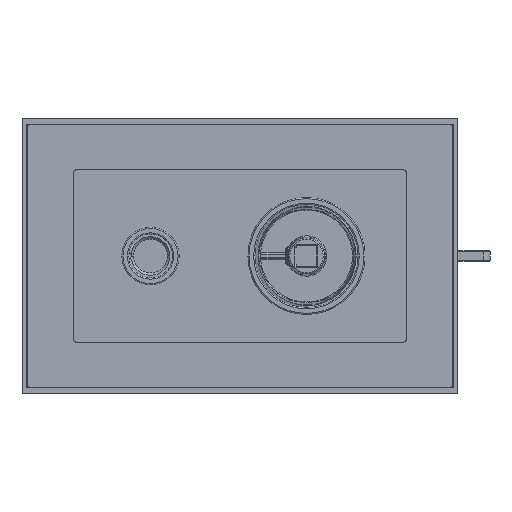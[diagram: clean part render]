
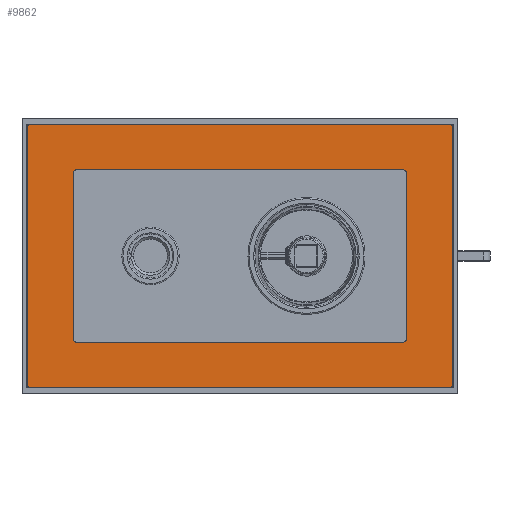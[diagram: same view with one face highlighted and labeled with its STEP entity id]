
A CAD part, left-side view. The second image highlights one B-rep face of the part: STEP entity #9862.
In plain terms, the highlighted face is planar.
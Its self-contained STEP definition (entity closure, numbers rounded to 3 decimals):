
#9369=CARTESIAN_POINT('',(-36.5,6.,-71.5));
#9370=DIRECTION('',(0.,-1.,0.));
#9371=DIRECTION('',(-1.,0.,0.));
#9372=AXIS2_PLACEMENT_3D('',#9369,#9370,#9371);
#9399=CARTESIAN_POINT('',(-36.5,6.,71.5));
#9400=DIRECTION('',(0.,-1.,0.));
#9401=DIRECTION('',(0.,0.,1.));
#9402=AXIS2_PLACEMENT_3D('',#9399,#9400,#9401);
#9429=CARTESIAN_POINT('',(36.5,6.,71.5));
#9430=DIRECTION('',(0.,-1.,0.));
#9431=DIRECTION('',(1.,0.,0.));
#9432=AXIS2_PLACEMENT_3D('',#9429,#9430,#9431);
#9459=CARTESIAN_POINT('',(36.5,6.,-71.5));
#9460=DIRECTION('',(0.,-1.,0.));
#9461=DIRECTION('',(0.,0.,-1.));
#9462=AXIS2_PLACEMENT_3D('',#9459,#9460,#9461);
#9467=DIRECTION('',(0.,0.,1.));
#9468=VECTOR('',#9467,143.);
#9469=CARTESIAN_POINT('',(37.5,6.,-71.5));
#9470=LINE('',#9469,#9468);
#9474=DIRECTION('',(1.,0.,0.));
#9475=VECTOR('',#9474,73.);
#9476=CARTESIAN_POINT('',(-36.5,6.,-72.5));
#9477=LINE('',#9476,#9475);
#9481=DIRECTION('',(0.,0.,-1.));
#9482=VECTOR('',#9481,143.);
#9483=CARTESIAN_POINT('',(-37.5,6.,71.5));
#9484=LINE('',#9483,#9482);
#9488=DIRECTION('',(-1.,0.,0.));
#9489=VECTOR('',#9488,73.);
#9490=CARTESIAN_POINT('',(36.5,6.,72.5));
#9491=LINE('',#9490,#9489);
#9495=CARTESIAN_POINT('',(56.5,6.,-91.5));
#9496=DIRECTION('',(0.,1.,0.));
#9497=DIRECTION('',(1.,0.,0.));
#9498=AXIS2_PLACEMENT_3D('',#9495,#9496,#9497);
#9503=DIRECTION('',(0.,0.,-1.));
#9504=VECTOR('',#9503,183.);
#9505=CARTESIAN_POINT('',(57.5,6.,91.5));
#9506=LINE('',#9505,#9504);
#9510=CARTESIAN_POINT('',(56.5,6.,91.5));
#9511=DIRECTION('',(0.,1.,0.));
#9512=DIRECTION('',(0.,0.,1.));
#9513=AXIS2_PLACEMENT_3D('',#9510,#9511,#9512);
#9518=DIRECTION('',(1.,0.,0.));
#9519=VECTOR('',#9518,113.);
#9520=CARTESIAN_POINT('',(-56.5,6.,92.5));
#9521=LINE('',#9520,#9519);
#9525=CARTESIAN_POINT('',(-56.5,6.,91.5));
#9526=DIRECTION('',(0.,1.,0.));
#9527=DIRECTION('',(-1.,0.,0.));
#9528=AXIS2_PLACEMENT_3D('',#9525,#9526,#9527);
#9533=DIRECTION('',(0.,0.,1.));
#9534=VECTOR('',#9533,183.);
#9535=CARTESIAN_POINT('',(-57.5,6.,-91.5));
#9536=LINE('',#9535,#9534);
#9540=CARTESIAN_POINT('',(-56.5,6.,-91.5));
#9541=DIRECTION('',(0.,1.,0.));
#9542=DIRECTION('',(0.,0.,-1.));
#9543=AXIS2_PLACEMENT_3D('',#9540,#9541,#9542);
#9548=DIRECTION('',(-1.,0.,0.));
#9549=VECTOR('',#9548,113.);
#9550=CARTESIAN_POINT('',(56.5,6.,-92.5));
#9551=LINE('',#9550,#9549);
#9612=CARTESIAN_POINT('',(-36.5,6.,-72.5));
#9614=VERTEX_POINT('',#9612);
#9616=CARTESIAN_POINT('',(-37.5,6.,-71.5));
#9618=VERTEX_POINT('',#9616);
#9620=CARTESIAN_POINT('',(37.5,6.,-71.5));
#9622=VERTEX_POINT('',#9620);
#9624=CARTESIAN_POINT('',(36.5,6.,-72.5));
#9626=VERTEX_POINT('',#9624);
#9628=CARTESIAN_POINT('',(36.5,6.,72.5));
#9630=VERTEX_POINT('',#9628);
#9632=CARTESIAN_POINT('',(37.5,6.,71.5));
#9634=VERTEX_POINT('',#9632);
#9636=CARTESIAN_POINT('',(-37.5,6.,71.5));
#9638=VERTEX_POINT('',#9636);
#9640=CARTESIAN_POINT('',(-36.5,6.,72.5));
#9642=VERTEX_POINT('',#9640);
#9647=CARTESIAN_POINT('',(57.5,6.,-91.5));
#9648=VERTEX_POINT('',#9647);
#9649=CARTESIAN_POINT('',(56.5,6.,-92.5));
#9650=VERTEX_POINT('',#9649);
#9655=CARTESIAN_POINT('',(-56.5,6.,-92.5));
#9656=VERTEX_POINT('',#9655);
#9657=CARTESIAN_POINT('',(-57.5,6.,-91.5));
#9658=VERTEX_POINT('',#9657);
#9663=CARTESIAN_POINT('',(-57.5,6.,91.5));
#9664=VERTEX_POINT('',#9663);
#9665=CARTESIAN_POINT('',(-56.5,6.,92.5));
#9666=VERTEX_POINT('',#9665);
#9671=CARTESIAN_POINT('',(56.5,6.,92.5));
#9672=VERTEX_POINT('',#9671);
#9673=CARTESIAN_POINT('',(57.5,6.,91.5));
#9674=VERTEX_POINT('',#9673);
#9829=CARTESIAN_POINT('',(0.,6.,0.));
#9830=DIRECTION('',(0.,1.,0.));
#9831=DIRECTION('',(1.,0.,0.));
#9832=AXIS2_PLACEMENT_3D('',#9829,#9830,#9831);
#9833=PLANE('',#9832);
#9835=ORIENTED_EDGE('',*,*,#9834,.F.);
#9837=ORIENTED_EDGE('',*,*,#9836,.F.);
#9839=ORIENTED_EDGE('',*,*,#9838,.F.);
#9841=ORIENTED_EDGE('',*,*,#9840,.F.);
#9843=ORIENTED_EDGE('',*,*,#9842,.F.);
#9845=ORIENTED_EDGE('',*,*,#9844,.F.);
#9847=ORIENTED_EDGE('',*,*,#9846,.F.);
#9849=ORIENTED_EDGE('',*,*,#9848,.F.);
#9850=EDGE_LOOP('',(#9835,#9837,#9839,#9841,#9843,#9845,#9847,#9849));
#9851=FACE_OUTER_BOUND('',#9850,.F.);
#9852=ORIENTED_EDGE('',*,*,#9809,.F.);
#9853=ORIENTED_EDGE('',*,*,#9824,.F.);
#9854=ORIENTED_EDGE('',*,*,#9724,.F.);
#9855=ORIENTED_EDGE('',*,*,#9741,.F.);
#9856=ORIENTED_EDGE('',*,*,#9755,.F.);
#9857=ORIENTED_EDGE('',*,*,#9769,.F.);
#9858=ORIENTED_EDGE('',*,*,#9781,.F.);
#9859=ORIENTED_EDGE('',*,*,#9797,.F.);
#9860=EDGE_LOOP('',(#9852,#9853,#9854,#9855,#9856,#9857,#9858,#9859));
#9861=FACE_BOUND('',#9860,.F.);
#9862=ADVANCED_FACE('',(#9851,#9861),#9833,.T.);
#9373=CIRCLE('',#9372,1.);
#9403=CIRCLE('',#9402,1.);
#9433=CIRCLE('',#9432,1.);
#9463=CIRCLE('',#9462,1.);
#9499=CIRCLE('',#9498,1.);
#9514=CIRCLE('',#9513,1.);
#9529=CIRCLE('',#9528,1.);
#9544=CIRCLE('',#9543,1.);
#9724=EDGE_CURVE('',#9614,#9626,#9477,.T.);
#9741=EDGE_CURVE('',#9618,#9614,#9373,.T.);
#9755=EDGE_CURVE('',#9638,#9618,#9484,.T.);
#9769=EDGE_CURVE('',#9642,#9638,#9403,.T.);
#9781=EDGE_CURVE('',#9630,#9642,#9491,.T.);
#9797=EDGE_CURVE('',#9634,#9630,#9433,.T.);
#9809=EDGE_CURVE('',#9622,#9634,#9470,.T.);
#9824=EDGE_CURVE('',#9626,#9622,#9463,.T.);
#9834=EDGE_CURVE('',#9648,#9650,#9499,.T.);
#9836=EDGE_CURVE('',#9674,#9648,#9506,.T.);
#9838=EDGE_CURVE('',#9672,#9674,#9514,.T.);
#9840=EDGE_CURVE('',#9666,#9672,#9521,.T.);
#9842=EDGE_CURVE('',#9664,#9666,#9529,.T.);
#9844=EDGE_CURVE('',#9658,#9664,#9536,.T.);
#9846=EDGE_CURVE('',#9656,#9658,#9544,.T.);
#9848=EDGE_CURVE('',#9650,#9656,#9551,.T.);
